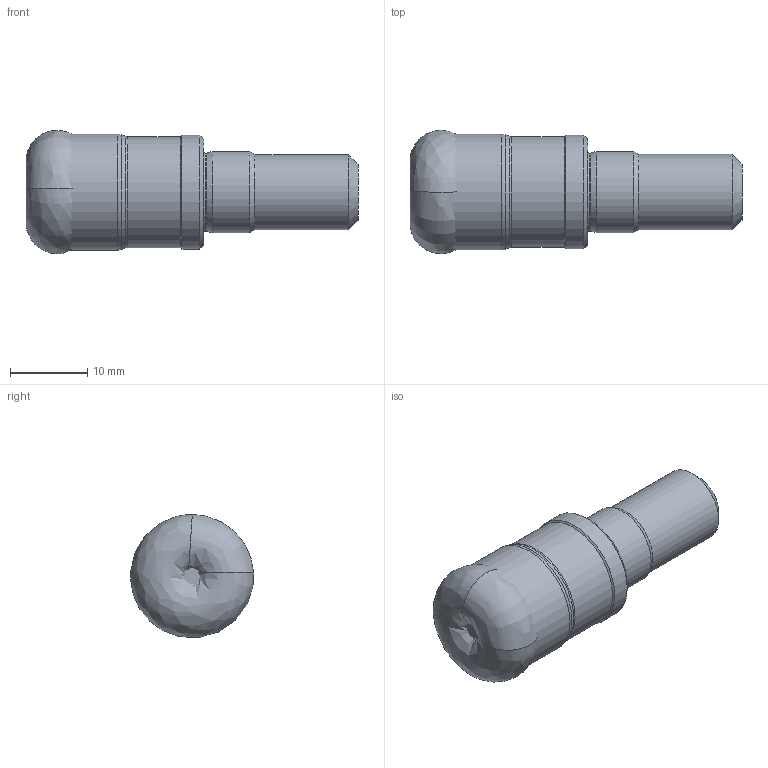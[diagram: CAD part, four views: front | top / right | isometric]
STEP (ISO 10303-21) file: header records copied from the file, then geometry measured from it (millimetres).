
FILE_DESCRIPTION(/* description */ (''),/* implementation_level */ '2;1');
FILE_NAME(/* name */ 'AEMR-RD08T2-D16-M10-L23-Z02-H.stp',/* time_stamp */ '2023-10-19T20:15:57+03:00',/* author */ (''),/* organization */ (''),/* preprocessor_version */ 'ST-DEVELOPER v19.4',/* originating_system */ 'SIEMENS PLM Software NX2306.5001',/* authorisation */ '');
FILE_SCHEMA (('AUTOMOTIVE_DESIGN { 1 0 10303 214 3 1 1 1 }'));
Length unit declared in the file: millimetre
Products named in the file (1): AEMR-RD08T2-D16-M10-L23-Z02-H-LIGHT_x_t_objects
Bounding box: 43 x 15.98 x 15.96 mm (x, y, z)
Volume: 6482.6 mm3; surface area: 2550.5 mm2
Topology: 2 solids, 2 shells, 22 faces, 41 edges, 22 vertices
Faces by surface type: cone 7, cylinder 6, torus 3, plane 3, bspline 2, revolution 1
Full cylindrical faces by diameter (mm): 9.75 x1, 10.1 x1, 10.5 x1, 14.35 x1, 14.75 x1, 15 x1
Entity records: 599 total; most frequent: CARTESIAN_POINT 196, DIRECTION 83, EDGE_LOOP 42, ORIENTED_EDGE 42, AXIS2_PLACEMENT_3D 41, FACE_BOUND 40, ADVANCED_FACE 22, VERTEX_POINT 21
